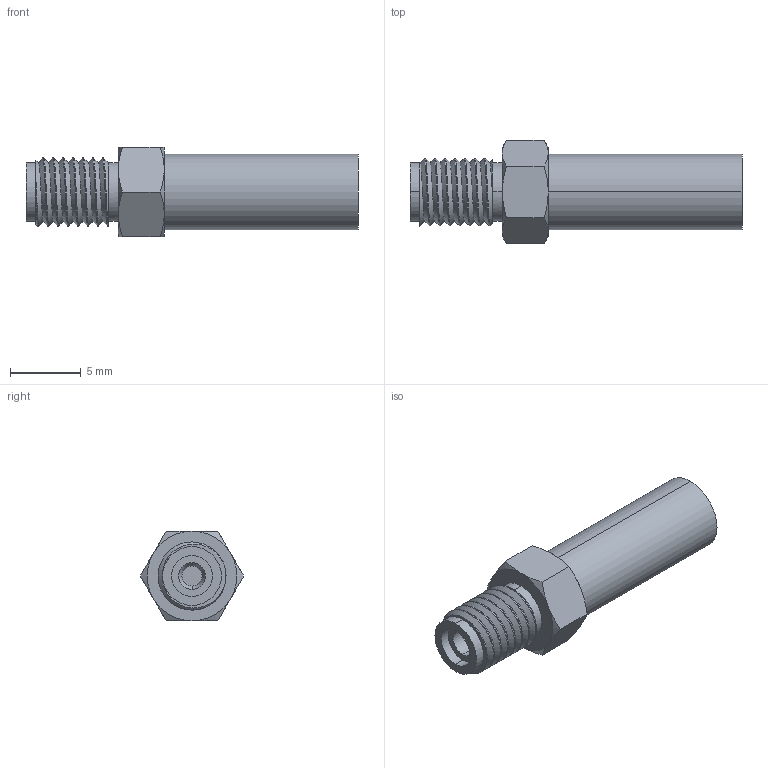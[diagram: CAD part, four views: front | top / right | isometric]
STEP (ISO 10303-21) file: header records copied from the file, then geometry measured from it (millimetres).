
FILE_DESCRIPTION (( 'STEP AP203' ), '1' );
FILE_NAME ('FMCN1863.STEP', '2022-02-01T22:14:21', ( '' ), ( '' ), 'SwSTEP 2.0', 'SolidWorks 2021', '' );
FILE_SCHEMA (( 'CONFIG_CONTROL_DESIGN' ));
Length unit declared in the file: inch
Products named in the file (1): FMCN1863
Bounding box: 23.55 x 7.33 x 6.35 mm (x, y, z)
Volume: 316 mm3; surface area: 835.9 mm2
Topology: 1 solids, 1 shells, 69 faces, 158 edges, 98 vertices
Faces by surface type: cylinder 34, plane 17, cone 16, bspline 2
Entity records: 2778 total; most frequent: CARTESIAN_POINT 1254, ORIENTED_EDGE 316, DIRECTION 289, EDGE_CURVE 158, AXIS2_PLACEMENT_3D 123, VERTEX_POINT 98, EDGE_LOOP 76, FACE_OUTER_BOUND 69
